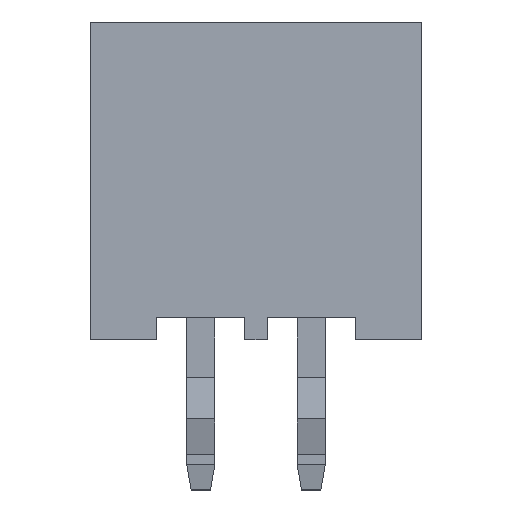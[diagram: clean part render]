
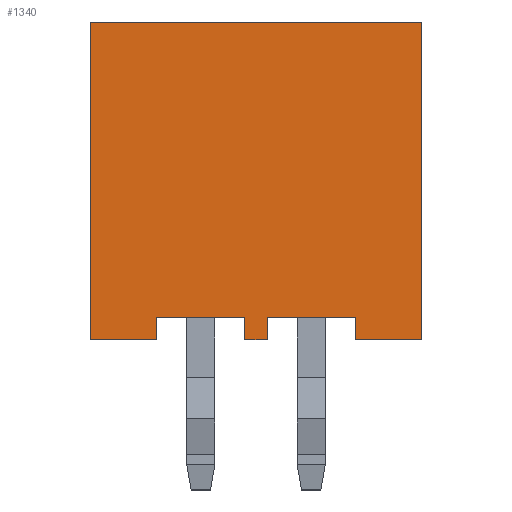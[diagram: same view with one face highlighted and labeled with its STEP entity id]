
A CAD part, front view. The second image highlights one B-rep face of the part: STEP entity #1340.
In plain terms, the highlighted planar face has unit normal (0, -1, 0).
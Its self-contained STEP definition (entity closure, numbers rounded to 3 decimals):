
#102 = CARTESIAN_POINT ( 'NONE',  ( 19.75, -2.85, 0.5 ) ) ;
#144 = CARTESIAN_POINT ( 'NONE',  ( 15.25, -2.85, 0.5 ) ) ;
#158 = DIRECTION ( 'NONE',  ( 0., 0., -1. ) ) ;
#159 = CARTESIAN_POINT ( 'NONE',  ( 21.25, -2.85, 0. ) ) ;
#163 = EDGE_CURVE ( 'NONE', #1355, #2863, #2687, .T. ) ;
#243 = EDGE_CURVE ( 'NONE', #2875, #2550, #1483, .T. ) ;
#263 = VECTOR ( 'NONE', #738, 1000. ) ;
#297 = CARTESIAN_POINT ( 'NONE',  ( 17.25, -2.85, 0. ) ) ;
#307 = ORIENTED_EDGE ( 'NONE', *, *, #861, .F. ) ;
#325 = CARTESIAN_POINT ( 'NONE',  ( 13.75, -2.85, 7.2 ) ) ;
#359 = CARTESIAN_POINT ( 'NONE',  ( 17.25, -2.85, 0.5 ) ) ;
#447 = EDGE_CURVE ( 'NONE', #1897, #2773, #766, .T. ) ;
#494 = ORIENTED_EDGE ( 'NONE', *, *, #1036, .T. ) ;
#550 = VERTEX_POINT ( 'NONE', #1467 ) ;
#557 = CARTESIAN_POINT ( 'NONE',  ( 17.75, -2.85, 0.5 ) ) ;
#587 = DIRECTION ( 'NONE',  ( 0., 0., -1. ) ) ;
#591 = VERTEX_POINT ( 'NONE', #557 ) ;
#604 = VECTOR ( 'NONE', #1614, 1000. ) ;
#704 = DIRECTION ( 'NONE',  ( 1., 0., 0. ) ) ;
#706 = CARTESIAN_POINT ( 'NONE',  ( 17.75, -2.85, 0.5 ) ) ;
#721 = ORIENTED_EDGE ( 'NONE', *, *, #163, .F. ) ;
#738 = DIRECTION ( 'NONE',  ( 0., 0., -1. ) ) ;
#741 = DIRECTION ( 'NONE',  ( -1., 0., 0. ) ) ;
#762 = DIRECTION ( 'NONE',  ( 0., 0., 1. ) ) ;
#766 = LINE ( 'NONE', #1193, #1622 ) ;
#803 = CARTESIAN_POINT ( 'NONE',  ( 19.75, -2.85, 0.5 ) ) ;
#858 = ORIENTED_EDGE ( 'NONE', *, *, #1428, .T. ) ;
#861 = EDGE_CURVE ( 'NONE', #2863, #2550, #930, .T. ) ;
#880 = EDGE_LOOP ( 'NONE', ( #721, #1697, #2285, #1085, #2795, #494, #1378, #2653, #1609, #858, #1172, #307 ) ) ;
#896 = VECTOR ( 'NONE', #587, 1000. ) ;
#907 = VERTEX_POINT ( 'NONE', #297 ) ;
#912 = VECTOR ( 'NONE', #1592, 1000. ) ;
#930 = LINE ( 'NONE', #2692, #263 ) ;
#935 = CARTESIAN_POINT ( 'NONE',  ( 19.75, -2.85, 0.5 ) ) ;
#937 = VECTOR ( 'NONE', #2802, 1000. ) ;
#947 = EDGE_CURVE ( 'NONE', #2311, #550, #1192, .T. ) ;
#1036 = EDGE_CURVE ( 'NONE', #1897, #907, #2374, .T. ) ;
#1067 = VECTOR ( 'NONE', #1904, 1000. ) ;
#1085 = ORIENTED_EDGE ( 'NONE', *, *, #2595, .F. ) ;
#1095 = CARTESIAN_POINT ( 'NONE',  ( 15.25, -2.85, 0.5 ) ) ;
#1116 = CARTESIAN_POINT ( 'NONE',  ( 13.75, -2.85, 0. ) ) ;
#1133 = CARTESIAN_POINT ( 'NONE',  ( 17.25, -2.85, 0.5 ) ) ;
#1162 = DIRECTION ( 'NONE',  ( 1., 0., 0. ) ) ;
#1168 = LINE ( 'NONE', #935, #604 ) ;
#1172 = ORIENTED_EDGE ( 'NONE', *, *, #243, .T. ) ;
#1192 = LINE ( 'NONE', #1421, #2177 ) ;
#1193 = CARTESIAN_POINT ( 'NONE',  ( 17.25, -2.85, 0.5 ) ) ;
#1233 = CARTESIAN_POINT ( 'NONE',  ( -21.25, -2.85, 7.2 ) ) ;
#1294 = EDGE_CURVE ( 'NONE', #907, #1747, #1591, .T. ) ;
#1340 = ADVANCED_FACE ( 'NONE', ( #2343 ), #2314, .F. ) ;
#1355 = VERTEX_POINT ( 'NONE', #325 ) ;
#1378 = ORIENTED_EDGE ( 'NONE', *, *, #1294, .T. ) ;
#1416 = LINE ( 'NONE', #2081, #2150 ) ;
#1421 = CARTESIAN_POINT ( 'NONE',  ( 13.75, -2.85, 0. ) ) ;
#1428 = EDGE_CURVE ( 'NONE', #1722, #2875, #2132, .T. ) ;
#1467 = CARTESIAN_POINT ( 'NONE',  ( 15.25, -2.85, 0. ) ) ;
#1483 = LINE ( 'NONE', #2831, #937 ) ;
#1591 = LINE ( 'NONE', #1839, #2405 ) ;
#1592 = DIRECTION ( 'NONE',  ( 0., 0., -1. ) ) ;
#1609 = ORIENTED_EDGE ( 'NONE', *, *, #2824, .F. ) ;
#1614 = DIRECTION ( 'NONE',  ( -1., 0., 0. ) ) ;
#1622 = VECTOR ( 'NONE', #741, 1000. ) ;
#1644 = EDGE_CURVE ( 'NONE', #1355, #2311, #1416, .T. ) ;
#1697 = ORIENTED_EDGE ( 'NONE', *, *, #1644, .T. ) ;
#1722 = VERTEX_POINT ( 'NONE', #803 ) ;
#1747 = VERTEX_POINT ( 'NONE', #2567 ) ;
#1817 = CARTESIAN_POINT ( 'NONE',  ( 21.25, -2.85, 7.2 ) ) ;
#1839 = CARTESIAN_POINT ( 'NONE',  ( -21.25, -2.85, 0. ) ) ;
#1897 = VERTEX_POINT ( 'NONE', #1133 ) ;
#1904 = DIRECTION ( 'NONE',  ( 0., 0., -1. ) ) ;
#2015 = LINE ( 'NONE', #706, #912 ) ;
#2081 = CARTESIAN_POINT ( 'NONE',  ( 13.75, -2.85, 7.2 ) ) ;
#2129 = LINE ( 'NONE', #144, #896 ) ;
#2132 = LINE ( 'NONE', #102, #2682 ) ;
#2150 = VECTOR ( 'NONE', #158, 1000. ) ;
#2177 = VECTOR ( 'NONE', #1162, 1000. ) ;
#2242 = EDGE_CURVE ( 'NONE', #591, #1747, #2015, .T. ) ;
#2285 = ORIENTED_EDGE ( 'NONE', *, *, #947, .T. ) ;
#2311 = VERTEX_POINT ( 'NONE', #1116 ) ;
#2314 = PLANE ( 'NONE',  #2316 ) ;
#2316 = AXIS2_PLACEMENT_3D ( 'NONE', #1233, #2356, #762 ) ;
#2343 = FACE_OUTER_BOUND ( 'NONE', #880, .T. ) ;
#2356 = DIRECTION ( 'NONE',  ( 0., 1., 0. ) ) ;
#2374 = LINE ( 'NONE', #359, #1067 ) ;
#2405 = VECTOR ( 'NONE', #2721, 1000. ) ;
#2459 = VECTOR ( 'NONE', #704, 1000. ) ;
#2470 = CARTESIAN_POINT ( 'NONE',  ( -21.25, -2.85, 7.2 ) ) ;
#2550 = VERTEX_POINT ( 'NONE', #159 ) ;
#2567 = CARTESIAN_POINT ( 'NONE',  ( 17.75, -2.85, 0. ) ) ;
#2595 = EDGE_CURVE ( 'NONE', #2773, #550, #2129, .T. ) ;
#2653 = ORIENTED_EDGE ( 'NONE', *, *, #2242, .F. ) ;
#2682 = VECTOR ( 'NONE', #2749, 1000. ) ;
#2687 = LINE ( 'NONE', #2470, #2459 ) ;
#2692 = CARTESIAN_POINT ( 'NONE',  ( 21.25, -2.85, 7.2 ) ) ;
#2714 = CARTESIAN_POINT ( 'NONE',  ( 19.75, -2.85, 0. ) ) ;
#2721 = DIRECTION ( 'NONE',  ( 1., 0., 0. ) ) ;
#2749 = DIRECTION ( 'NONE',  ( 0., 0., -1. ) ) ;
#2773 = VERTEX_POINT ( 'NONE', #1095 ) ;
#2795 = ORIENTED_EDGE ( 'NONE', *, *, #447, .F. ) ;
#2802 = DIRECTION ( 'NONE',  ( 1., 0., 0. ) ) ;
#2824 = EDGE_CURVE ( 'NONE', #1722, #591, #1168, .T. ) ;
#2831 = CARTESIAN_POINT ( 'NONE',  ( -21.25, -2.85, 0. ) ) ;
#2863 = VERTEX_POINT ( 'NONE', #1817 ) ;
#2875 = VERTEX_POINT ( 'NONE', #2714 ) ;
